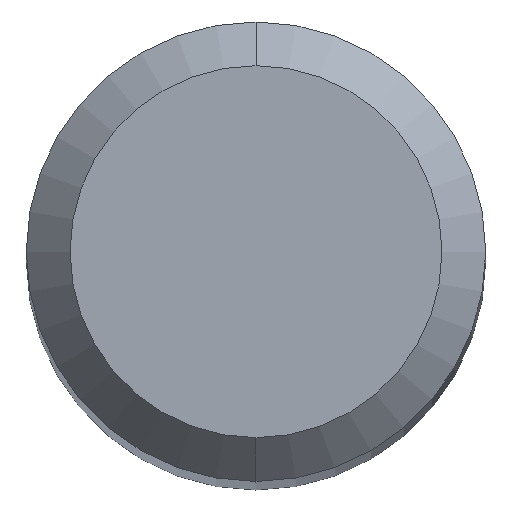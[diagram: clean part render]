
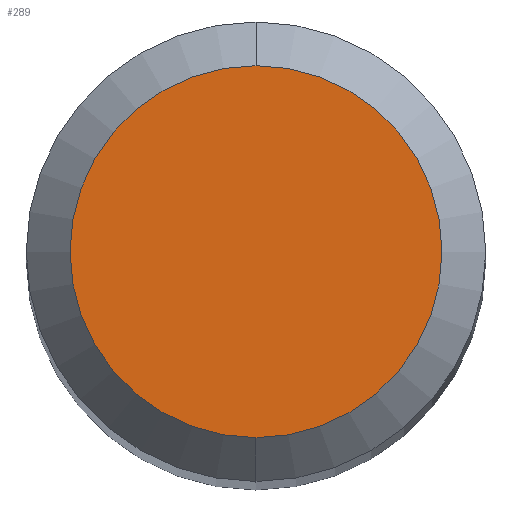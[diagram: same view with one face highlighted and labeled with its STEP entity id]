
A CAD part, top view. The second image highlights one B-rep face of the part: STEP entity #289.
In plain terms, the highlighted planar face has unit normal (0, 0, 1).
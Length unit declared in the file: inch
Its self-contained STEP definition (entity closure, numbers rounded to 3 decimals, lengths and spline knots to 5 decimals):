
#2 = VERTEX_POINT ( 'NONE', #449 ) ;
#32 = CARTESIAN_POINT ( 'NONE',  ( 0., 0., 0. ) ) ;
#47 = DIRECTION ( 'NONE',  ( 0., 0., -1. ) ) ;
#86 = FACE_OUTER_BOUND ( 'NONE', #338, .T. ) ;
#130 = PLANE ( 'NONE',  #327 ) ;
#136 = DIRECTION ( 'NONE',  ( 0., -1., 0. ) ) ;
#152 = CARTESIAN_POINT ( 'NONE',  ( 0., 0.06375, 0. ) ) ;
#195 = CIRCLE ( 'NONE', #276, 0.06375 ) ;
#202 = ORIENTED_EDGE ( 'NONE', *, *, #246, .T. ) ;
#233 = DIRECTION ( 'NONE',  ( 0., 0., 1. ) ) ;
#237 = VERTEX_POINT ( 'NONE', #152 ) ;
#246 = EDGE_CURVE ( 'NONE', #2, #237, #195, .T. ) ;
#276 = AXIS2_PLACEMENT_3D ( 'NONE', #32, #233, #397 ) ;
#278 = EDGE_CURVE ( 'NONE', #237, #2, #331, .T. ) ;
#288 = AXIS2_PLACEMENT_3D ( 'NONE', #369, #450, #136 ) ;
#289 = ADVANCED_FACE ( 'NONE', ( #86 ), #130, .F. ) ;
#291 = DIRECTION ( 'NONE',  ( 0., 1., 0. ) ) ;
#327 = AXIS2_PLACEMENT_3D ( 'NONE', #411, #47, #291 ) ;
#331 = CIRCLE ( 'NONE', #288, 0.06375 ) ;
#338 = EDGE_LOOP ( 'NONE', ( #378, #202 ) ) ;
#369 = CARTESIAN_POINT ( 'NONE',  ( 0., 0., 0. ) ) ;
#378 = ORIENTED_EDGE ( 'NONE', *, *, #278, .T. ) ;
#397 = DIRECTION ( 'NONE',  ( 0., -1., 0. ) ) ;
#411 = CARTESIAN_POINT ( 'NONE',  ( 0., 0.06375, 0. ) ) ;
#449 = CARTESIAN_POINT ( 'NONE',  ( 0., -0.06375, 0. ) ) ;
#450 = DIRECTION ( 'NONE',  ( 0., 0., 1. ) ) ;
